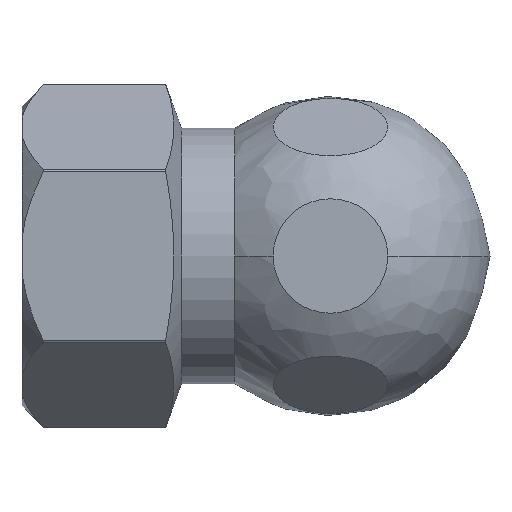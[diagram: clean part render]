
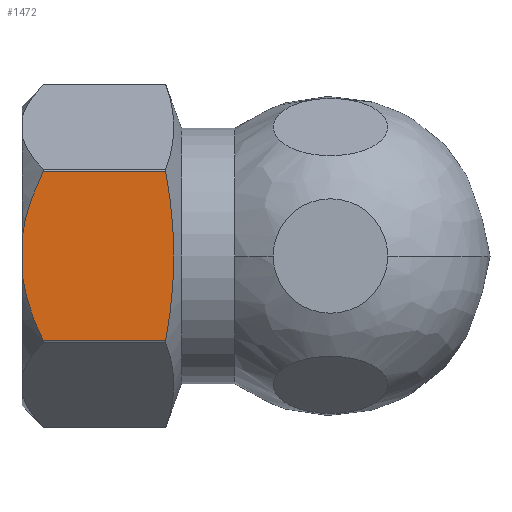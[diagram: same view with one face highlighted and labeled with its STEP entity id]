
A CAD part, left-side view. The second image highlights one B-rep face of the part: STEP entity #1472.
In plain terms, the highlighted planar face has unit normal (-1, 0, 0).
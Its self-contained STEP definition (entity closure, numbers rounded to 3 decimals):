
#34 = CARTESIAN_POINT ( 'NONE',  ( -7., -22., -4.041 ) ) ;
#67 = B_SPLINE_CURVE_WITH_KNOTS ( 'NONE', 3,
 ( #735, #354, #1088, #1217, #1084, #966, #360, #482, #1453 ),
 .UNSPECIFIED., .F., .F.,
 ( 4, 2, 1, 2, 4 ),
 ( 0., 0.002, 0.004, 0.006, 0.008 ),
 .UNSPECIFIED. ) ;
#70 = ORIENTED_EDGE ( 'NONE', *, *, #106, .T. ) ;
#106 = EDGE_CURVE ( 'NONE', #342, #905, #1325, .T. ) ;
#125 = CARTESIAN_POINT ( 'NONE',  ( -7., 0., -0.838 ) ) ;
#130 = CARTESIAN_POINT ( 'NONE',  ( -7., -0.193, -1.926 ) ) ;
#150 = VECTOR ( 'NONE', #658, 1000. ) ;
#184 = FACE_OUTER_BOUND ( 'NONE', #1232, .T. ) ;
#214 = VERTEX_POINT ( 'NONE', #296 ) ;
#235 = VERTEX_POINT ( 'NONE', #1141 ) ;
#239 = CARTESIAN_POINT ( 'NONE',  ( -7., -1., -3.975 ) ) ;
#248 = DIRECTION ( 'NONE',  ( -1., 0., 0. ) ) ;
#275 = VERTEX_POINT ( 'NONE', #308 ) ;
#276 = CARTESIAN_POINT ( 'NONE',  ( -7., -1., 3.975 ) ) ;
#296 = CARTESIAN_POINT ( 'NONE',  ( -7., 0., 0.838 ) ) ;
#307 = ORIENTED_EDGE ( 'NONE', *, *, #548, .F. ) ;
#308 = CARTESIAN_POINT ( 'NONE',  ( -7., 0., -0.838 ) ) ;
#342 = VERTEX_POINT ( 'NONE', #680 ) ;
#344 = VERTEX_POINT ( 'NONE', #426 ) ;
#354 = CARTESIAN_POINT ( 'NONE',  ( -7., -6.873, 3.313 ) ) ;
#360 = CARTESIAN_POINT ( 'NONE',  ( -7., -6.969, -2.65 ) ) ;
#373 = CARTESIAN_POINT ( 'NONE',  ( -7., -0.755, -3.478 ) ) ;
#384 = ORIENTED_EDGE ( 'NONE', *, *, #924, .T. ) ;
#399 = CARTESIAN_POINT ( 'NONE',  ( -7., -0.754, 3.478 ) ) ;
#414 = CARTESIAN_POINT ( 'NONE',  ( -7., -22., 3.975 ) ) ;
#426 = CARTESIAN_POINT ( 'NONE',  ( -7., -6.754, 3.975 ) ) ;
#482 = CARTESIAN_POINT ( 'NONE',  ( -7., -6.873, -3.313 ) ) ;
#489 = DIRECTION ( 'NONE',  ( 0., 0., 1. ) ) ;
#499 = B_SPLINE_CURVE_WITH_KNOTS ( 'NONE', 3,
 ( #276, #399, #1240, #1230, #522, #649 ),
 .UNSPECIFIED., .F., .F.,
 ( 4, 2, 4 ),
 ( 0., 0.002, 0.003 ),
 .UNSPECIFIED. ) ;
#501 = CARTESIAN_POINT ( 'NONE',  ( -7., -0.066, -1.391 ) ) ;
#522 = CARTESIAN_POINT ( 'NONE',  ( -7., -0.066, 1.393 ) ) ;
#548 = EDGE_CURVE ( 'NONE', #344, #905, #67, .T. ) ;
#572 = ORIENTED_EDGE ( 'NONE', *, *, #663, .T. ) ;
#632 = EDGE_CURVE ( 'NONE', #275, #214, #1386, .T. ) ;
#649 = CARTESIAN_POINT ( 'NONE',  ( -7., 0., 0.838 ) ) ;
#657 = ORIENTED_EDGE ( 'NONE', *, *, #632, .F. ) ;
#658 = DIRECTION ( 'NONE',  ( 0., 1., 0. ) ) ;
#663 = EDGE_CURVE ( 'NONE', #235, #214, #499, .T. ) ;
#680 = CARTESIAN_POINT ( 'NONE',  ( -7., -1., -3.975 ) ) ;
#728 = CARTESIAN_POINT ( 'NONE',  ( -7., -6.754, -3.975 ) ) ;
#735 = CARTESIAN_POINT ( 'NONE',  ( -7., -6.754, 3.975 ) ) ;
#741 = PLANE ( 'NONE',  #1332 ) ;
#873 = CARTESIAN_POINT ( 'NONE',  ( -7., -22., -3.975 ) ) ;
#888 = CARTESIAN_POINT ( 'NONE',  ( -7., 0., 0. ) ) ;
#905 = VERTEX_POINT ( 'NONE', #728 ) ;
#924 = EDGE_CURVE ( 'NONE', #275, #342, #1374, .T. ) ;
#966 = CARTESIAN_POINT ( 'NONE',  ( -7., -7.101, -1.325 ) ) ;
#968 = CARTESIAN_POINT ( 'NONE',  ( -7., -0.538, -2.969 ) ) ;
#1001 = DIRECTION ( 'NONE',  ( 0., -1., 0. ) ) ;
#1084 = CARTESIAN_POINT ( 'NONE',  ( -7., -7.171, 0. ) ) ;
#1088 = CARTESIAN_POINT ( 'NONE',  ( -7., -6.969, 2.65 ) ) ;
#1103 = EDGE_CURVE ( 'NONE', #344, #235, #1242, .T. ) ;
#1141 = CARTESIAN_POINT ( 'NONE',  ( -7., -1., 3.975 ) ) ;
#1212 = VECTOR ( 'NONE', #1001, 1000. ) ;
#1217 = CARTESIAN_POINT ( 'NONE',  ( -7., -7.101, 1.325 ) ) ;
#1230 = CARTESIAN_POINT ( 'NONE',  ( -7., -0.194, 1.928 ) ) ;
#1232 = EDGE_LOOP ( 'NONE', ( #657, #384, #70, #307, #1415, #572 ) ) ;
#1240 = CARTESIAN_POINT ( 'NONE',  ( -7., -0.538, 2.97 ) ) ;
#1242 = LINE ( 'NONE', #414, #150 ) ;
#1325 = LINE ( 'NONE', #873, #1212 ) ;
#1332 = AXIS2_PLACEMENT_3D ( 'NONE', #34, #248, #489 ) ;
#1344 = VECTOR ( 'NONE', #1358, 1000. ) ;
#1358 = DIRECTION ( 'NONE',  ( 0., 0., 1. ) ) ;
#1374 = B_SPLINE_CURVE_WITH_KNOTS ( 'NONE', 3,
 ( #125, #501, #130, #968, #373, #239 ),
 .UNSPECIFIED., .F., .F.,
 ( 4, 2, 4 ),
 ( 0., 0.002, 0.003 ),
 .UNSPECIFIED. ) ;
#1386 = LINE ( 'NONE', #888, #1344 ) ;
#1415 = ORIENTED_EDGE ( 'NONE', *, *, #1103, .T. ) ;
#1453 = CARTESIAN_POINT ( 'NONE',  ( -7., -6.754, -3.975 ) ) ;
#1472 = ADVANCED_FACE ( 'NONE', ( #184 ), #741, .T. ) ;
